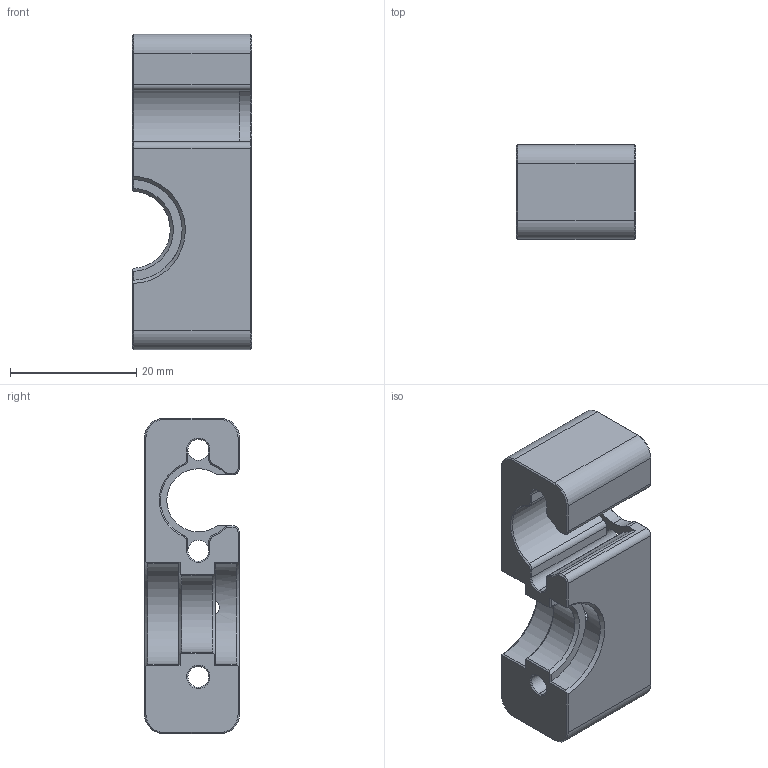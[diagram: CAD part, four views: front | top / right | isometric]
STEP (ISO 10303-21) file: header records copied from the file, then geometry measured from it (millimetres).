
FILE_DESCRIPTION (( 'STEP AP203' ), '1' );
FILE_NAME ('坋趼賑輸NEW_4.STEP', '2021-08-04T04:25:07', ( '' ), ( '' ), 'SwSTEP 2.0', 'SolidWorks 2018', '' );
FILE_SCHEMA (( 'CONFIG_CONTROL_DESIGN' ));
Length unit declared in the file: millimetre
Products named in the file (1): 坋趼賑輸NEW_4
Bounding box: 18.9 x 15 x 50 mm (x, y, z)
Volume: 9884.5 mm3; surface area: 4513.6 mm2
Topology: 1 solids, 1 shells, 118 faces, 302 edges, 183 vertices
Faces by surface type: plane 47, cone 39, cylinder 32
Entity records: 3678 total; most frequent: CARTESIAN_POINT 714, DIRECTION 617, ORIENTED_EDGE 604, EDGE_CURVE 302, AXIS2_PLACEMENT_3D 224, VERTEX_POINT 183, LINE 169, VECTOR 169
